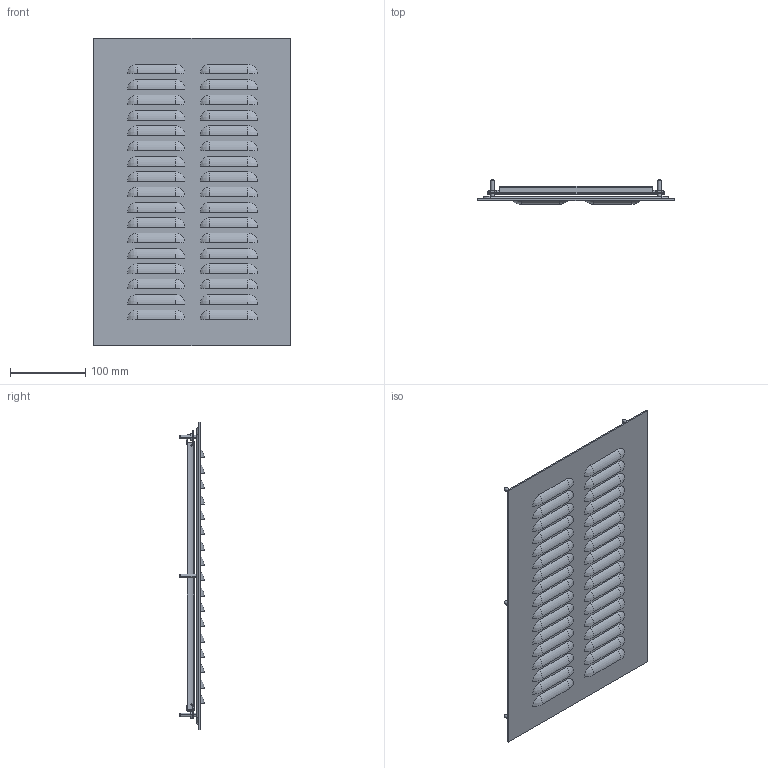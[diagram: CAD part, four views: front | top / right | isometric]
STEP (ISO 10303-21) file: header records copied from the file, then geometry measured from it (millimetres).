
FILE_DESCRIPTION (( 'STEP AP214' ), '1' );
FILE_NAME ('1481L3R1510GY.STEP', '2021-10-07T20:18:00', ( '' ), ( '' ), 'SwSTEP 2.0', 'SolidWorks 2021', '' );
FILE_SCHEMA (( 'AUTOMOTIVE_DESIGN' ));
Length unit declared in the file: inch
Products named in the file (1): 1481L3R1510GY
Bounding box: 261.82 x 32.31 x 409.4 mm (x, y, z)
Volume: 722661.8 mm3; surface area: 456604.3 mm2
Topology: 17 solids, 18 shells, 544 faces, 1386 edges, 884 vertices
Faces by surface type: plane 225, cylinder 159, bspline 140, cone 20
Entity records: 28450 total; most frequent: CARTESIAN_POINT 8191, ORIENTED_EDGE 2772, DIRECTION 2594, EDGE_CURVE 1386, AXIS2_PLACEMENT_3D 943, VERTEX_POINT 884, LINE 708, VECTOR 708
